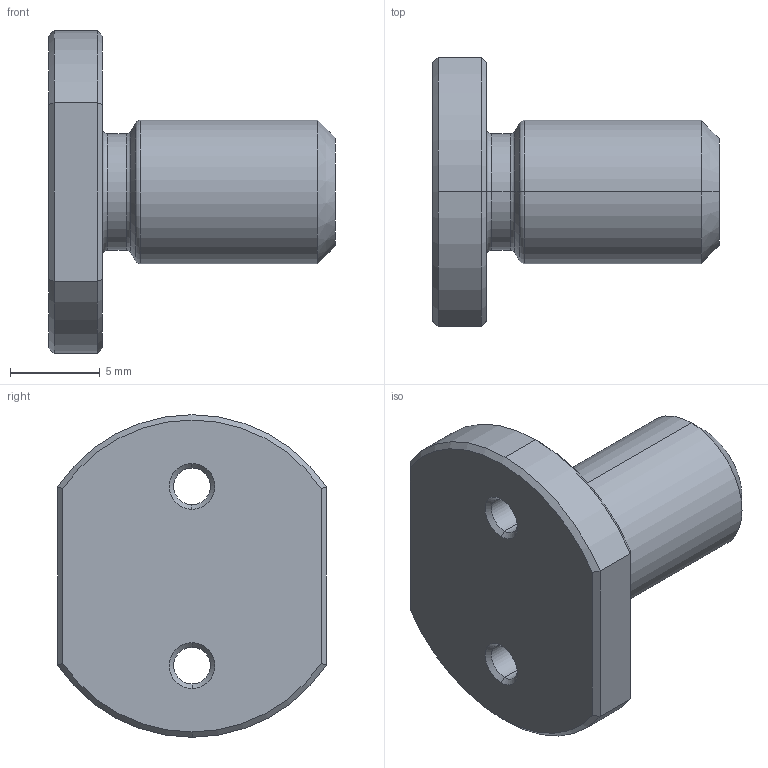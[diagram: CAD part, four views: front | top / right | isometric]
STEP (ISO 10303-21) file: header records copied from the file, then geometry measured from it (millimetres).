
FILE_DESCRIPTION (( 'STEP AP203' ), '1' );
FILE_NAME ('TA00-12-00-0016灉壽誹坶踡蹟隊.step', '2025-06-04T07:59:11', ( '' ), ( 'HP' ), 'SwSTEP 2.0', 'SolidWorks 2023', '' );
FILE_SCHEMA (( 'CONFIG_CONTROL_DESIGN' ));
Length unit declared in the file: millimetre
Products named in the file (1): TA00-12-00-0016踝关节锁紧螺钉
Bounding box: 16 x 15 x 18 mm (x, y, z)
Volume: 1289.7 mm3; surface area: 962 mm2
Topology: 1 solids, 1 shells, 44 faces, 94 edges, 53 vertices
Faces by surface type: cone 18, cylinder 11, plane 9, torus 6
Entity records: 1270 total; most frequent: DIRECTION 227, CARTESIAN_POINT 216, ORIENTED_EDGE 188, AXIS2_PLACEMENT_3D 96, EDGE_CURVE 94, VERTEX_POINT 53, CIRCLE 51, EDGE_LOOP 49
